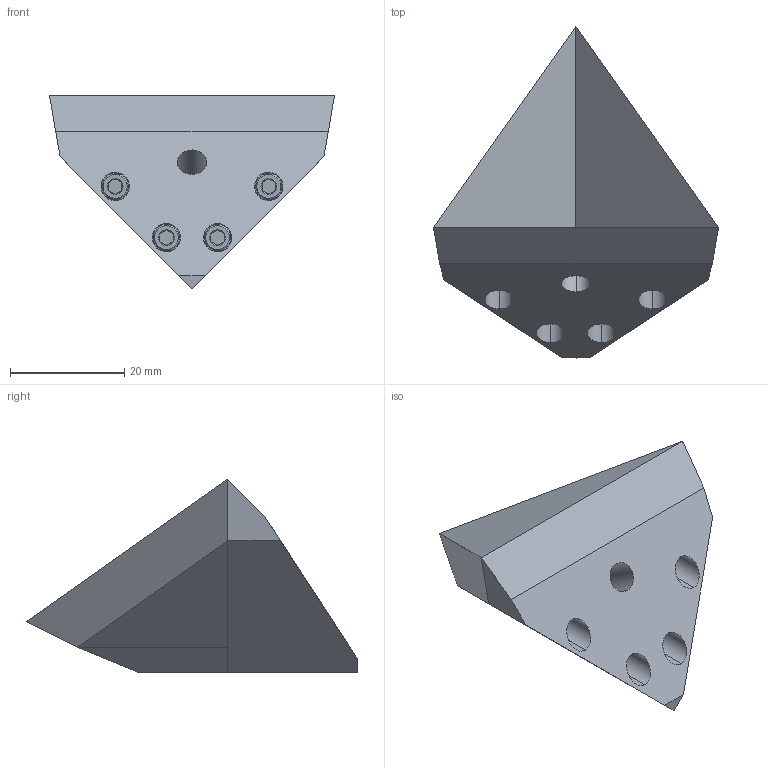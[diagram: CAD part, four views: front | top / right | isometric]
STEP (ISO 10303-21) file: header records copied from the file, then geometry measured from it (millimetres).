
FILE_DESCRIPTION (( 'STEP AP203' ), '1' );
FILE_NAME ('SAJ-020-S1-1.97.STEP', '2020-08-14T22:25:53', ( '' ), ( '' ), 'SwSTEP 2.0', 'SolidWorks 2020', '' );
FILE_SCHEMA (( 'CONFIG_CONTROL_DESIGN' ));
Length unit declared in the file: inch
Products named in the file (1): SAJ-020-S1-1.97
Bounding box: 50 x 58.22 x 33.98 mm (x, y, z)
Volume: 16334.7 mm3; surface area: 9680.8 mm2
Topology: 8 solids, 8 shells, 458 faces, 1184 edges, 751 vertices
Faces by surface type: cylinder 297, cone 77, plane 74, bspline 10
Entity records: 20054 total; most frequent: CARTESIAN_POINT 10436, ORIENTED_EDGE 2344, DIRECTION 1663, EDGE_CURVE 1172, VERTEX_POINT 751, AXIS2_PLACEMENT_3D 615, EDGE_LOOP 489, FACE_OUTER_BOUND 458
